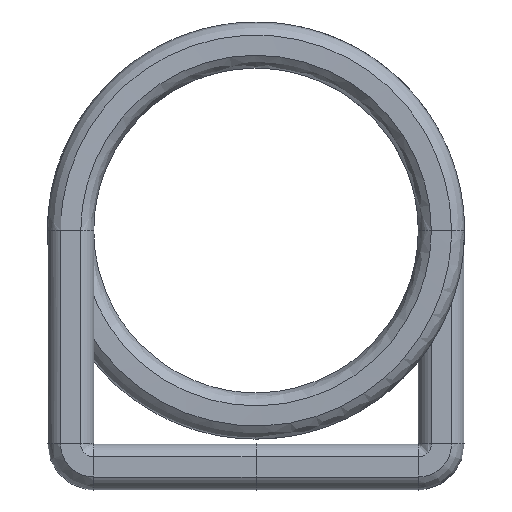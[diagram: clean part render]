
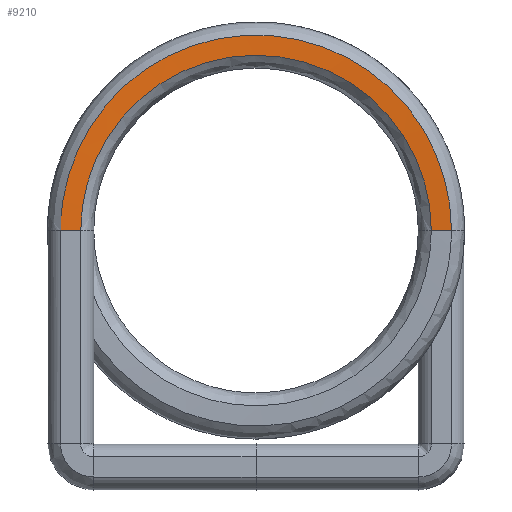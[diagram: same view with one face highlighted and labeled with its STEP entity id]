
A CAD part, left-side view. The second image highlights one B-rep face of the part: STEP entity #9210.
In plain terms, the highlighted free-form (B-spline) face has degree [1, 8] with [2, 15] control points.
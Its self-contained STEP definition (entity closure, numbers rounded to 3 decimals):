
#8052 = VERTEX_POINT('',#8053);
#8053 = CARTESIAN_POINT('',(-3.146,-2.109,
    2.8));
#8644 = VERTEX_POINT('',#8645);
#8645 = CARTESIAN_POINT('',(-3.146,-1.891,
    2.8));
#8669 = EDGE_CURVE('',#8052,#8644,#8670,.T.);
#8670 = B_SPLINE_CURVE_WITH_KNOTS('',1,(#8671,#8672),.UNSPECIFIED.,.F.,
  .F.,(2,2),(0.,0.218),.PIECEWISE_BEZIER_KNOTS.);
#8671 = CARTESIAN_POINT('',(-3.146,-2.109,
    2.8));
#8672 = CARTESIAN_POINT('',(-3.146,-1.891,
    2.8));
#8743 = EDGE_CURVE('',#8052,#8744,#8746,.T.);
#8744 = VERTEX_POINT('',#8745);
#8745 = CARTESIAN_POINT('',(-3.4,2.109,2.8));
#8746 = ( BOUNDED_CURVE() B_SPLINE_CURVE(9,(#8747,#8748,#8749,#8750,
    #8751,#8752,#8753,#8754,#8755,#8756,#8757,#8758,#8759,#8760,#8761,
#8762,#8763),.UNSPECIFIED.,.F.,.F.) B_SPLINE_CURVE_WITH_KNOTS((10,7,10),
(0.,1.576,3.152),.UNSPECIFIED.) CURVE() 
GEOMETRIC_REPRESENTATION_ITEM() RATIONAL_B_SPLINE_CURVE((1.065,
    1.065,1.065,1.065,1.065,
    1.065,1.065,1.065,1.065,
    1.065,1.065,1.065,1.065,
    1.065,1.065,1.065,1.065)) 
REPRESENTATION_ITEM('') );
#8747 = CARTESIAN_POINT('',(-3.146,-2.109,
    2.8));
#8748 = CARTESIAN_POINT('',(-3.16,-2.109,
    3.168));
#8749 = CARTESIAN_POINT('',(-3.174,-2.037,3.536
    ));
#8750 = CARTESIAN_POINT('',(-3.188,-1.892,
    3.888));
#8751 = CARTESIAN_POINT('',(-3.202,-1.68,
    4.207));
#8752 = CARTESIAN_POINT('',(-3.217,-1.407,
    4.48));
#8753 = CARTESIAN_POINT('',(-3.231,-1.088,
    4.692));
#8754 = CARTESIAN_POINT('',(-3.245,-0.736,
    4.837));
#8755 = CARTESIAN_POINT('',(-3.273,0.,
    4.981));
#8756 = CARTESIAN_POINT('',(-3.301,0.736,
    4.837));
#8757 = CARTESIAN_POINT('',(-3.315,1.088,
    4.692));
#8758 = CARTESIAN_POINT('',(-3.329,1.407,4.48
    ));
#8759 = CARTESIAN_POINT('',(-3.344,1.68,4.207
    ));
#8760 = CARTESIAN_POINT('',(-3.358,1.892,
    3.888));
#8761 = CARTESIAN_POINT('',(-3.372,2.037,3.536
    ));
#8762 = CARTESIAN_POINT('',(-3.386,2.109,
    3.168));
#8763 = CARTESIAN_POINT('',(-3.4,2.109,2.8));
#9210 = ADVANCED_FACE('',(#9211),#9247,.F.);
#9211 = FACE_BOUND('',#9212,.F.);
#9212 = EDGE_LOOP('',(#9213,#9214,#9215,#9235,#9242));
#9213 = ORIENTED_EDGE('',*,*,#8743,.F.);
#9214 = ORIENTED_EDGE('',*,*,#8669,.T.);
#9215 = ORIENTED_EDGE('',*,*,#9216,.T.);
#9216 = EDGE_CURVE('',#8644,#9217,#9219,.T.);
#9217 = VERTEX_POINT('',#9218);
#9218 = CARTESIAN_POINT('',(-3.4,1.891,
    2.8));
#9219 = B_SPLINE_CURVE_WITH_KNOTS('',8,(#9220,#9221,#9222,#9223,#9224,
    #9225,#9226,#9227,#9228,#9229,#9230,#9231,#9232,#9233,#9234),
  .UNSPECIFIED.,.F.,.F.,(9,6,9),(0.,1.576,3.152),
  .UNSPECIFIED.);
#9220 = CARTESIAN_POINT('',(-3.146,-1.891,
    2.8));
#9221 = CARTESIAN_POINT('',(-3.162,-1.891,
    3.171));
#9222 = CARTESIAN_POINT('',(-3.178,-1.808,3.543
    ));
#9223 = CARTESIAN_POINT('',(-3.194,-1.641,
    3.892));
#9224 = CARTESIAN_POINT('',(-3.209,-1.398,
    4.198));
#9225 = CARTESIAN_POINT('',(-3.225,-1.092,
    4.441));
#9226 = CARTESIAN_POINT('',(-3.241,-0.743,
    4.608));
#9227 = CARTESIAN_POINT('',(-3.273,0.,
    4.774));
#9228 = CARTESIAN_POINT('',(-3.305,0.743,
    4.608));
#9229 = CARTESIAN_POINT('',(-3.321,1.092,
    4.441));
#9230 = CARTESIAN_POINT('',(-3.336,1.398,
    4.198));
#9231 = CARTESIAN_POINT('',(-3.352,1.641,
    3.892));
#9232 = CARTESIAN_POINT('',(-3.368,1.808,
    3.543));
#9233 = CARTESIAN_POINT('',(-3.384,1.891,3.171
    ));
#9234 = CARTESIAN_POINT('',(-3.4,1.891,
    2.8));
#9235 = ORIENTED_EDGE('',*,*,#9236,.F.);
#9236 = EDGE_CURVE('',#9237,#9217,#9239,.T.);
#9237 = VERTEX_POINT('',#9238);
#9238 = CARTESIAN_POINT('',(-3.4,2.,2.8
    ));
#9239 = B_SPLINE_CURVE_WITH_KNOTS('',1,(#9240,#9241),.UNSPECIFIED.,.F.,
  .F.,(2,2),(0.,0.218),.PIECEWISE_BEZIER_KNOTS.);
#9240 = CARTESIAN_POINT('',(-3.4,2.109,2.8));
#9241 = CARTESIAN_POINT('',(-3.4,1.891,
    2.8));
#9242 = ORIENTED_EDGE('',*,*,#9243,.F.);
#9243 = EDGE_CURVE('',#8744,#9237,#9244,.T.);
#9244 = B_SPLINE_CURVE_WITH_KNOTS('',1,(#9245,#9246),.UNSPECIFIED.,.F.,
  .F.,(2,2),(0.,0.218),.PIECEWISE_BEZIER_KNOTS.);
#9245 = CARTESIAN_POINT('',(-3.4,2.109,2.8));
#9246 = CARTESIAN_POINT('',(-3.4,1.891,
    2.8));
#9247 = B_SPLINE_SURFACE_WITH_KNOTS('',1,8,(
    (#9248,#9249,#9250,#9251,#9252,#9253,#9254,#9255,#9256,#9257,#9258
      ,#9259,#9260,#9261,#9262)
    ,(#9263,#9264,#9265,#9266,#9267,#9268,#9269,#9270,#9271,#9272,#9273
      ,#9274,#9275,#9276,#9277
  )),.UNSPECIFIED.,.F.,.F.,.F.,(2,2),(9,6,9),(0.,0.218),(0.,
    1.576,3.152),.UNSPECIFIED.);
#9248 = CARTESIAN_POINT('',(-3.146,-2.109,
    2.8));
#9249 = CARTESIAN_POINT('',(-3.162,-2.109,
    3.214));
#9250 = CARTESIAN_POINT('',(-3.178,-2.016,
    3.628));
#9251 = CARTESIAN_POINT('',(-3.194,-1.83,
    4.018));
#9252 = CARTESIAN_POINT('',(-3.21,-1.559,
    4.359));
#9253 = CARTESIAN_POINT('',(-3.225,-1.218,
    4.63));
#9254 = CARTESIAN_POINT('',(-3.241,-0.828,
    4.816));
#9255 = CARTESIAN_POINT('',(-3.273,0.,
    5.002));
#9256 = CARTESIAN_POINT('',(-3.305,0.828,4.816
    ));
#9257 = CARTESIAN_POINT('',(-3.321,1.218,4.63
    ));
#9258 = CARTESIAN_POINT('',(-3.336,1.559,
    4.359));
#9259 = CARTESIAN_POINT('',(-3.352,1.83,
    4.018));
#9260 = CARTESIAN_POINT('',(-3.368,2.016,
    3.628));
#9261 = CARTESIAN_POINT('',(-3.384,2.109,
    3.214));
#9262 = CARTESIAN_POINT('',(-3.4,2.109,2.8));
#9263 = CARTESIAN_POINT('',(-3.146,-1.891,
    2.8));
#9264 = CARTESIAN_POINT('',(-3.162,-1.891,
    3.171));
#9265 = CARTESIAN_POINT('',(-3.178,-1.808,3.543
    ));
#9266 = CARTESIAN_POINT('',(-3.194,-1.641,
    3.892));
#9267 = CARTESIAN_POINT('',(-3.209,-1.398,
    4.198));
#9268 = CARTESIAN_POINT('',(-3.225,-1.092,
    4.441));
#9269 = CARTESIAN_POINT('',(-3.241,-0.743,
    4.608));
#9270 = CARTESIAN_POINT('',(-3.273,0.,
    4.774));
#9271 = CARTESIAN_POINT('',(-3.305,0.743,
    4.608));
#9272 = CARTESIAN_POINT('',(-3.321,1.092,
    4.441));
#9273 = CARTESIAN_POINT('',(-3.336,1.398,
    4.198));
#9274 = CARTESIAN_POINT('',(-3.352,1.641,
    3.892));
#9275 = CARTESIAN_POINT('',(-3.368,1.808,
    3.543));
#9276 = CARTESIAN_POINT('',(-3.384,1.891,3.171
    ));
#9277 = CARTESIAN_POINT('',(-3.4,1.891,
    2.8));
